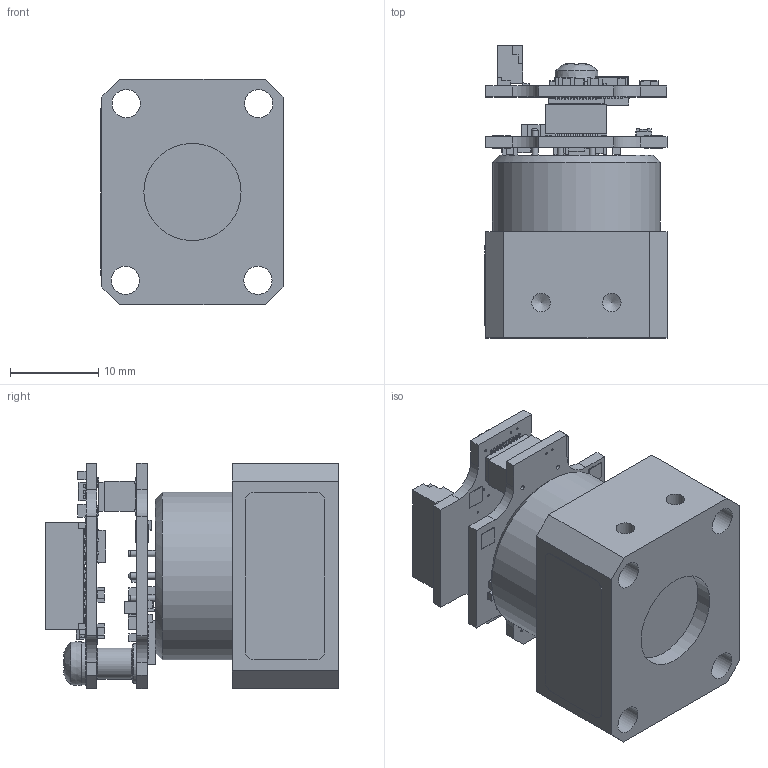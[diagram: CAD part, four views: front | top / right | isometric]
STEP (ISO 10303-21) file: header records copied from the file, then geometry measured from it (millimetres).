
FILE_DESCRIPTION(/* description */ (''),/* implementation_level */ '2;1');
FILE_NAME(/* name */ 'CDS530D Surface mount JST.stp',/* time_stamp */ '2024-03-14T13:23:32+01:00',/* author */ ('quen001'),/* organization */ (''),/* preprocessor_version */ 'ST-DEVELOPER v19.2',/* originating_system */ 'Autodesk Inventor 2023',/* authorisation */ '');
FILE_SCHEMA (('AUTOMOTIVE_DESIGN { 1 0 10303 214 3 1 1 }'));
Products named in the file (1): CDS530D - Surface Mount JST
Bounding box: 20.6 x 33.09 x 25.5 mm (x, y, z)
Volume: 9266.9 mm3; surface area: 6020.1 mm2
Topology: 1 solids, 5 shells, 1995 faces, 5565 edges, 3677 vertices
Faces by surface type: plane 1633, cylinder 328, sphere 16, cone 11, bspline 6, torus 1
Full cylindrical faces by diameter (mm): 0.249 x66, 0.252 x1, 0.3 x1, 0.33 x1, 0.381 x5, 0.385 x1, 0.4 x2, 0.5 x4, 0.7 x10, 0.864 x5, 1.016 x5, 1.65 x5, 1.651 x5, 2.113 x5, 2.5 x2, 2.692 x1, 2.7 x1, 3.2 x4, 3.5 x1, 4.5 x1, 4.8 x1, 5 x1, 11 x1, 19 x1
Entity records: 66264 total; most frequent: CARTESIAN_POINT 11686, ORIENTED_EDGE 11094, DIRECTION 10198, EDGE_CURVE 5547, LINE 4826, VECTOR 4826, VERTEX_POINT 3676, AXIS2_PLACEMENT_3D 2686
